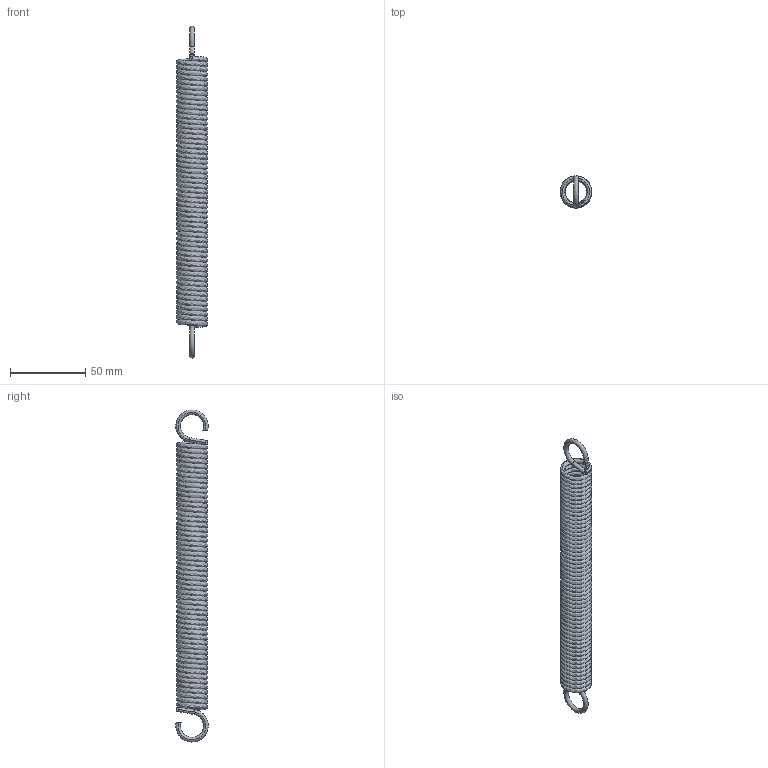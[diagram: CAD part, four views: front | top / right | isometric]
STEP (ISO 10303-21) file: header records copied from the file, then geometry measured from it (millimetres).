
FILE_DESCRIPTION (( 'STEP AP214' ), '1' );
FILE_NAME ('140043.step', '2017-09-27T14:32:52', ( '' ), ( '' ), 'SwSTEP 2.0', 'SolidWorks 2017', '' );
FILE_SCHEMA (( 'AUTOMOTIVE_DESIGN' ));
Length unit declared in the file: inch
Products named in the file (1): 140043
Bounding box: 21.08 x 21.5 x 220.3 mm (x, y, z)
Volume: 25509.3 mm3; surface area: 31935.1 mm2
Topology: 1 solids, 1 shells, 18 faces, 41 edges, 25 vertices
Faces by surface type: bspline 10, plane 8
Entity records: 29481 total; most frequent: CARTESIAN_POINT 29137, ORIENTED_EDGE 82, DIRECTION 41, EDGE_CURVE 41, VERTEX_POINT 25, EDGE_LOOP 18, ADVANCED_FACE 18, FACE_OUTER_BOUND 18
